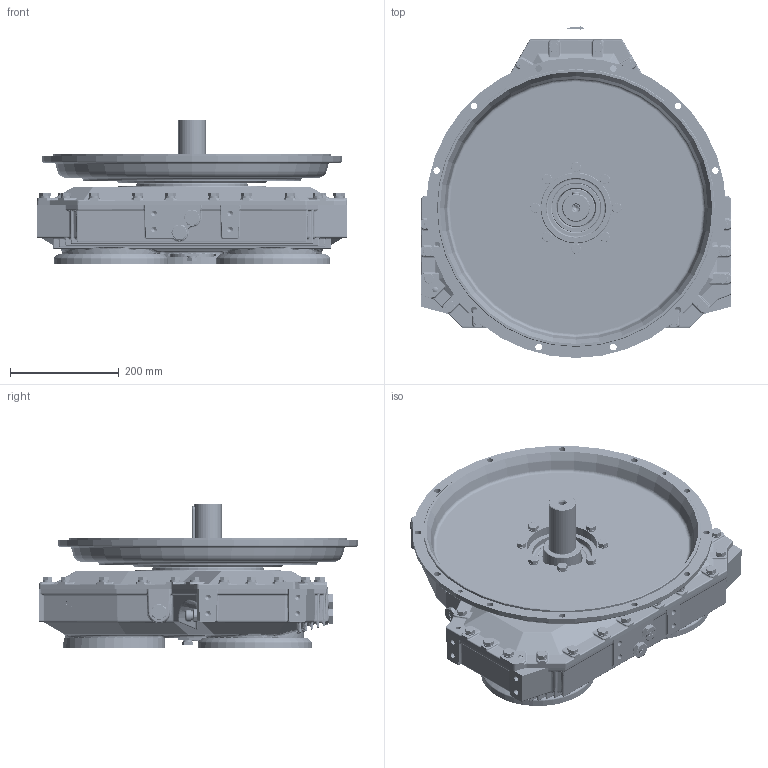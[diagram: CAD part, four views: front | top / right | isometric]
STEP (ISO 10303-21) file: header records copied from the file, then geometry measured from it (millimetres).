
FILE_DESCRIPTION (( 'STEP AP214' ), '1' );
FILE_NAME ('1029023X.STEP', '2018-11-16T10:42:09', ( 'utente' ), ( 'Hewlett-Packard Company' ), 'SwSTEP 2.0', 'SolidWorks 2015', '' );
FILE_SCHEMA (( 'AUTOMOTIVE_DESIGN' ));
Length unit declared in the file: millimetre
Products named in the file (11): IT1071125-installation; IT1048020_A-installation; ITam220-018_rev00-installation; IT0000200_rev00-installation; IT4588040_rev00-installation; IT2021217_rev05-installation; ITam220-002_rev00-installation; ITB00410000_rev01-installation; 1029023X; IT1041266-installation; IT1041090_rev00-installation
Assembly tree (13 placements, depth 2):
  1029023X
    ITB00410000_rev01-installation
    ITam220-002_rev00-installation
    IT2021217_rev05-installation  x3
    IT4588040_rev00-installation
    IT0000200_rev00-installation
    ITam220-018_rev00-installation
    IT1048020_A-installation
    IT1071125-installation
    IT1041090_rev00-installation
    IT1041266-installation  x2
Bounding box: 570 x 610.54 x 266.5 mm (x, y, z)
Volume: 6905481.6 mm3; surface area: 2952562.1 mm2
Topology: 43 solids, 158 shells, 6401 faces, 15535 edges, 9849 vertices
Faces by surface type: plane 2921, cylinder 1701, bspline 1134, cone 307, sphere 180, torus 158
Full cylindrical faces by diameter (mm): 2 x2, 5 x1, 8 x4, 8.5 x45, 10 x122, 10.2 x46, 10.5 x34, 11 x15, 12 x70, 13 x2, 14 x24, 16 x28, 16.2 x37, 17 x12, 17.2 x1, 18.5 x3, 18.631 x3, 19.3 x1, 20 x5, 20.7 x3, 21 x3, 21.3 x1, 23.7 x1, 25.946 x3, 26 x2, 26.6 x2, 27 x3, 27.65 x2, 30 x2, 30.5 x1
Entity records: 259895 total; most frequent: CARTESIAN_POINT 84786, ORIENTED_EDGE 23528, DIRECTION 21338, EDGE_CURVE 11769, VERTEX_POINT 7824, AXIS2_PLACEMENT_3D 7561, EDGE_LOOP 6899, LINE 6216
